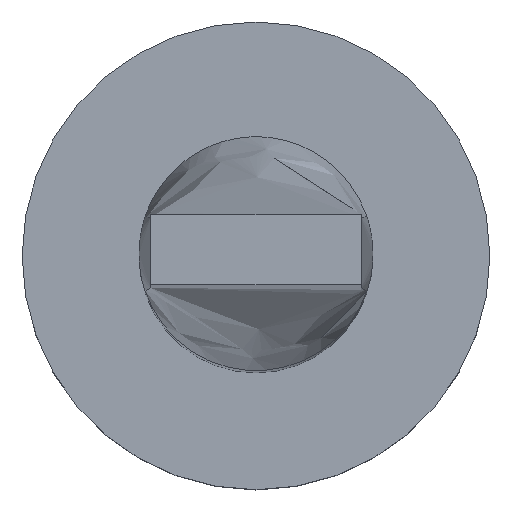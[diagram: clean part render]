
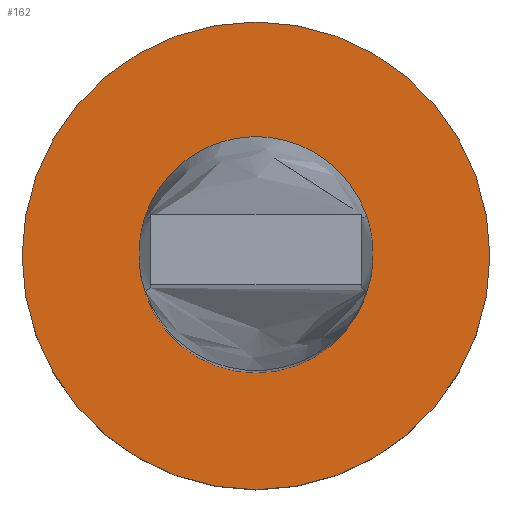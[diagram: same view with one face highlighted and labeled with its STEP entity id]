
A CAD part, top view. The second image highlights one B-rep face of the part: STEP entity #162.
In plain terms, the highlighted planar face has unit normal (0, 0, 1).
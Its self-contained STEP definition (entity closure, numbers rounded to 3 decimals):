
#5 = CARTESIAN_POINT ( 'NONE',  ( 0., 0., 3. ) ) ;
#6 = DIRECTION ( 'NONE',  ( 1., 0., 0. ) ) ;
#26 = AXIS2_PLACEMENT_3D ( 'NONE', #175, #49, #135 ) ;
#28 = EDGE_LOOP ( 'NONE', ( #456, #459 ) ) ;
#32 = CIRCLE ( 'NONE', #76, 5. ) ;
#33 = VERTEX_POINT ( 'NONE', #131 ) ;
#34 = CARTESIAN_POINT ( 'NONE',  ( -2.5, 0., 3. ) ) ;
#49 = DIRECTION ( 'NONE',  ( 0., 0., 1. ) ) ;
#52 = DIRECTION ( 'NONE',  ( 0., 0., 1. ) ) ;
#66 = EDGE_LOOP ( 'NONE', ( #354, #411 ) ) ;
#75 = CARTESIAN_POINT ( 'NONE',  ( -5., 0., 3. ) ) ;
#76 = AXIS2_PLACEMENT_3D ( 'NONE', #480, #559, #388 ) ;
#91 = EDGE_CURVE ( 'NONE', #230, #341, #113, .T. ) ;
#95 = FACE_OUTER_BOUND ( 'NONE', #66, .T. ) ;
#101 = FACE_BOUND ( 'NONE', #28, .T. ) ;
#113 = CIRCLE ( 'NONE', #448, 5. ) ;
#131 = CARTESIAN_POINT ( 'NONE',  ( 2.5, 0., 3. ) ) ;
#134 = AXIS2_PLACEMENT_3D ( 'NONE', #461, #52, #217 ) ;
#135 = DIRECTION ( 'NONE',  ( 1., 0., 0. ) ) ;
#142 = DIRECTION ( 'NONE',  ( 0., 0., 1. ) ) ;
#162 = ADVANCED_FACE ( 'NONE', ( #101, #95 ), #269, .T. ) ;
#175 = CARTESIAN_POINT ( 'NONE',  ( 0., 0., 3. ) ) ;
#188 = DIRECTION ( 'NONE',  ( 1., 0., 0. ) ) ;
#217 = DIRECTION ( 'NONE',  ( 1., 0., 0. ) ) ;
#220 = EDGE_CURVE ( 'NONE', #33, #438, #439, .T. ) ;
#230 = VERTEX_POINT ( 'NONE', #508 ) ;
#263 = EDGE_CURVE ( 'NONE', #438, #33, #289, .T. ) ;
#269 = PLANE ( 'NONE',  #427 ) ;
#289 = CIRCLE ( 'NONE', #134, 2.5 ) ;
#307 = EDGE_CURVE ( 'NONE', #341, #230, #32, .T. ) ;
#320 = CARTESIAN_POINT ( 'NONE',  ( 0., 0., 3. ) ) ;
#341 = VERTEX_POINT ( 'NONE', #75 ) ;
#354 = ORIENTED_EDGE ( 'NONE', *, *, #307, .T. ) ;
#388 = DIRECTION ( 'NONE',  ( 1., 0., 0. ) ) ;
#411 = ORIENTED_EDGE ( 'NONE', *, *, #91, .T. ) ;
#427 = AXIS2_PLACEMENT_3D ( 'NONE', #320, #142, #6 ) ;
#438 = VERTEX_POINT ( 'NONE', #34 ) ;
#439 = CIRCLE ( 'NONE', #26, 2.5 ) ;
#448 = AXIS2_PLACEMENT_3D ( 'NONE', #5, #506, #188 ) ;
#456 = ORIENTED_EDGE ( 'NONE', *, *, #263, .F. ) ;
#459 = ORIENTED_EDGE ( 'NONE', *, *, #220, .F. ) ;
#461 = CARTESIAN_POINT ( 'NONE',  ( 0., 0., 3. ) ) ;
#480 = CARTESIAN_POINT ( 'NONE',  ( 0., 0., 3. ) ) ;
#506 = DIRECTION ( 'NONE',  ( 0., 0., 1. ) ) ;
#508 = CARTESIAN_POINT ( 'NONE',  ( 5., 0., 3. ) ) ;
#559 = DIRECTION ( 'NONE',  ( 0., 0., 1. ) ) ;
